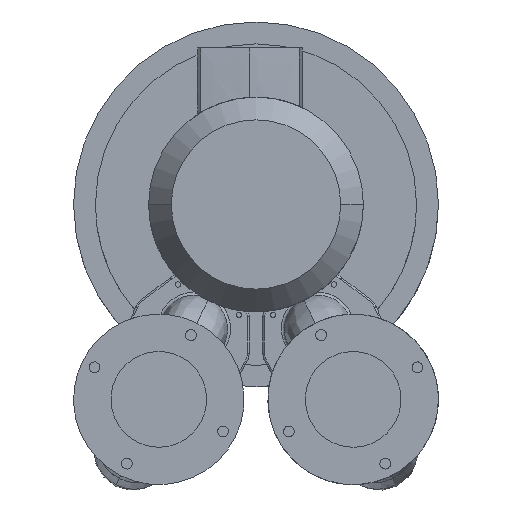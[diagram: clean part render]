
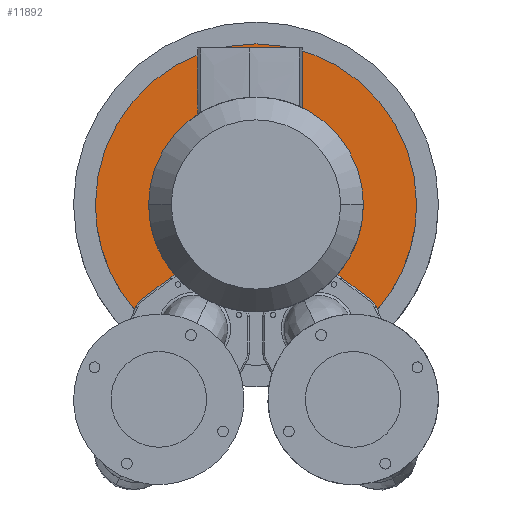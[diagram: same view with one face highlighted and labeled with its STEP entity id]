
A CAD part, front view. The second image highlights one B-rep face of the part: STEP entity #11892.
In plain terms, the highlighted planar face has unit normal (0, -1, 0).
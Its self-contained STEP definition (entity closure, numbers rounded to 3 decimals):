
#391=CARTESIAN_POINT('',(123.992,-276.8,-147.902));
#392=DIRECTION('',(0.,1.,0.));
#393=DIRECTION('',(0.353,0.,0.936));
#394=AXIS2_PLACEMENT_3D('',#391,#392,#393);
#396=CARTESIAN_POINT('',(0.,-276.8,0.));
#397=DIRECTION('',(0.,-1.,0.));
#398=DIRECTION('',(0.754,0.,-0.657));
#399=AXIS2_PLACEMENT_3D('',#396,#397,#398);
#401=CARTESIAN_POINT('',(0.,-276.8,0.));
#402=DIRECTION('',(0.,-1.,0.));
#403=DIRECTION('',(1.,0.,0.));
#404=AXIS2_PLACEMENT_3D('',#401,#402,#403);
#406=CARTESIAN_POINT('',(0.,-276.8,0.));
#407=DIRECTION('',(0.,-1.,0.));
#408=DIRECTION('',(-1.,0.,0.));
#409=AXIS2_PLACEMENT_3D('',#406,#407,#408);
#411=CARTESIAN_POINT('',(-123.992,-276.8,-147.902));
#412=DIRECTION('',(0.,1.,0.));
#413=DIRECTION('',(-0.602,0.,0.799));
#414=AXIS2_PLACEMENT_3D('',#411,#412,#413);
#416=DIRECTION('',(0.799,0.,0.602));
#417=VECTOR('',#416,60.186);
#418=CARTESIAN_POINT('',(-191.317,-276.8,-158.567));
#419=LINE('',#418,#417);
#420=CARTESIAN_POINT('',(-173.262,-276.8,-182.526));
#421=DIRECTION('',(0.,1.,0.));
#422=DIRECTION('',(-0.921,0.,0.391));
#423=AXIS2_PLACEMENT_3D('',#420,#421,#422);
#425=DIRECTION('',(0.391,0.,0.921));
#426=VECTOR('',#425,5.311);
#427=CARTESIAN_POINT('',(-202.953,-276.8,-175.693));
#428=LINE('',#427,#426);
#429=CARTESIAN_POINT('',(0.,-276.8,0.));
#430=DIRECTION('',(0.,-1.,0.));
#431=DIRECTION('',(-1.,0.,0.));
#432=AXIS2_PLACEMENT_3D('',#429,#430,#431);
#434=CARTESIAN_POINT('',(0.,-276.8,0.));
#435=DIRECTION('',(0.,-1.,0.));
#436=DIRECTION('',(1.,0.,0.));
#437=AXIS2_PLACEMENT_3D('',#434,#435,#436);
#439=CARTESIAN_POINT('',(0.,-276.8,0.));
#440=DIRECTION('',(0.,-1.,0.));
#441=DIRECTION('',(0.756,0.,-0.655));
#442=AXIS2_PLACEMENT_3D('',#439,#440,#441);
#444=DIRECTION('',(0.391,0.,-0.921));
#445=VECTOR('',#444,5.311);
#446=CARTESIAN_POINT('',(200.877,-276.8,-170.804));
#447=LINE('',#446,#445);
#448=CARTESIAN_POINT('',(173.262,-276.8,-182.526));
#449=DIRECTION('',(0.,1.,0.));
#450=DIRECTION('',(0.602,0.,0.799));
#451=AXIS2_PLACEMENT_3D('',#448,#449,#450);
#453=DIRECTION('',(0.799,0.,-0.602));
#454=VECTOR('',#453,60.186);
#455=CARTESIAN_POINT('',(143.25,-276.8,-122.346));
#456=LINE('',#455,#454);
#10068=CARTESIAN_POINT('',(268.436,-276.8,0.));
#10069=CARTESIAN_POINT('',(-268.436,-276.8,0.));
#10070=VERTEX_POINT('',#10068);
#10071=VERTEX_POINT('',#10069);
#10120=CARTESIAN_POINT('',(179.5,-276.8,0.));
#10121=CARTESIAN_POINT('',(-179.5,-276.8,0.));
#10122=VERTEX_POINT('',#10120);
#10123=VERTEX_POINT('',#10121);
#11306=CARTESIAN_POINT('',(135.294,-276.8,-117.965));
#11307=CARTESIAN_POINT('',(143.25,-276.8,-122.346));
#11308=VERTEX_POINT('',#11306);
#11309=VERTEX_POINT('',#11307);
#11310=CARTESIAN_POINT('',(191.317,-276.8,-158.567));
#11311=VERTEX_POINT('',#11310);
#11312=CARTESIAN_POINT('',(200.877,-276.8,-170.804));
#11313=VERTEX_POINT('',#11312);
#11314=CARTESIAN_POINT('',(202.953,-276.8,-175.693));
#11315=VERTEX_POINT('',#11314);
#11336=CARTESIAN_POINT('',(-202.953,-276.8,-175.693));
#11337=CARTESIAN_POINT('',(-200.877,-276.8,-170.804));
#11338=VERTEX_POINT('',#11336);
#11339=VERTEX_POINT('',#11337);
#11340=CARTESIAN_POINT('',(-191.317,-276.8,-158.567));
#11341=VERTEX_POINT('',#11340);
#11342=CARTESIAN_POINT('',(-143.25,-276.8,-122.346));
#11343=VERTEX_POINT('',#11342);
#11344=CARTESIAN_POINT('',(-135.294,-276.8,-117.965));
#11345=VERTEX_POINT('',#11344);
#11860=CARTESIAN_POINT('',(0.,-276.8,0.));
#11861=DIRECTION('',(0.,-1.,0.));
#11862=DIRECTION('',(1.,0.,0.));
#11863=AXIS2_PLACEMENT_3D('',#11860,#11861,#11862);
#11864=PLANE('',#11863);
#11865=ORIENTED_EDGE('',*,*,#11851,.F.);
#11866=ORIENTED_EDGE('',*,*,#11840,.T.);
#11868=ORIENTED_EDGE('',*,*,#11867,.T.);
#11869=ORIENTED_EDGE('',*,*,#11832,.T.);
#11871=ORIENTED_EDGE('',*,*,#11870,.F.);
#11873=ORIENTED_EDGE('',*,*,#11872,.F.);
#11875=ORIENTED_EDGE('',*,*,#11874,.F.);
#11877=ORIENTED_EDGE('',*,*,#11876,.F.);
#11879=ORIENTED_EDGE('',*,*,#11878,.F.);
#11881=ORIENTED_EDGE('',*,*,#11880,.F.);
#11883=ORIENTED_EDGE('',*,*,#11882,.F.);
#11885=ORIENTED_EDGE('',*,*,#11884,.F.);
#11887=ORIENTED_EDGE('',*,*,#11886,.F.);
#11889=ORIENTED_EDGE('',*,*,#11888,.F.);
#11890=EDGE_LOOP('',(#11865,#11866,#11868,#11869,#11871,#11873,#11875,#11877,
#11879,#11881,#11883,#11885,#11887,#11889));
#11891=FACE_OUTER_BOUND('',#11890,.F.);
#11892=ADVANCED_FACE('',(#11891),#11864,.T.);
#395=CIRCLE('',#394,32.);
#400=CIRCLE('',#399,179.5);
#405=CIRCLE('',#404,179.5);
#410=CIRCLE('',#409,179.5);
#415=CIRCLE('',#414,32.);
#424=CIRCLE('',#423,30.);
#433=CIRCLE('',#432,268.436);
#438=CIRCLE('',#437,268.436);
#443=CIRCLE('',#442,268.436);
#452=CIRCLE('',#451,30.);
#11832=EDGE_CURVE('',#10123,#11345,#410,.T.);
#11840=EDGE_CURVE('',#11308,#10122,#400,.T.);
#11851=EDGE_CURVE('',#11308,#11309,#395,.T.);
#11867=EDGE_CURVE('',#10122,#10123,#405,.T.);
#11870=EDGE_CURVE('',#11343,#11345,#415,.T.);
#11872=EDGE_CURVE('',#11341,#11343,#419,.T.);
#11874=EDGE_CURVE('',#11339,#11341,#424,.T.);
#11876=EDGE_CURVE('',#11338,#11339,#428,.T.);
#11878=EDGE_CURVE('',#10071,#11338,#433,.T.);
#11880=EDGE_CURVE('',#10070,#10071,#438,.T.);
#11882=EDGE_CURVE('',#11315,#10070,#443,.T.);
#11884=EDGE_CURVE('',#11313,#11315,#447,.T.);
#11886=EDGE_CURVE('',#11311,#11313,#452,.T.);
#11888=EDGE_CURVE('',#11309,#11311,#456,.T.);
